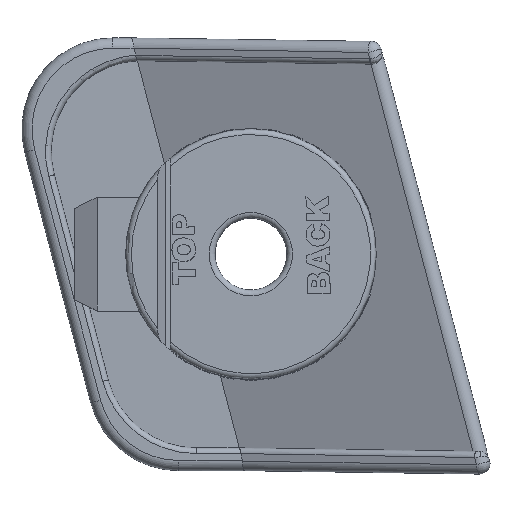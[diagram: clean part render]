
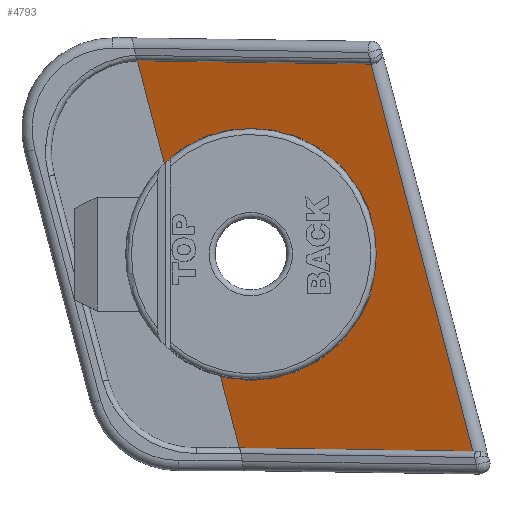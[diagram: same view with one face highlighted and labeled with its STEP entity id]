
A CAD part, top view. The second image highlights one B-rep face of the part: STEP entity #4793.
In plain terms, the highlighted planar face has unit normal (-0.323, -0.085, 0.943).
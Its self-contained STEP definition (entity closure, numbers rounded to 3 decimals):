
#557=FACE_OUTER_BOUND('',#849,.T.);
#849=EDGE_LOOP('',(#3678,#3679,#3680,#3681,#3682,#3683));
#1099=LINE('',#7553,#1460);
#1108=LINE('',#7578,#1469);
#1127=LINE('',#7826,#1488);
#1128=LINE('',#7827,#1489);
#1148=LINE('',#8070,#1509);
#1460=VECTOR('',#5958,10.);
#1469=VECTOR('',#5985,10.);
#1488=VECTOR('',#6104,10.);
#1489=VECTOR('',#6105,10.);
#1509=VECTOR('',#6199,10.);
#1797=ELLIPSE('',#5190,11.669,11.);
#1946=VERTEX_POINT('',#7550);
#1947=VERTEX_POINT('',#7552);
#1952=VERTEX_POINT('',#7570);
#1954=VERTEX_POINT('',#7576);
#1981=VERTEX_POINT('',#7787);
#1982=VERTEX_POINT('',#7789);
#2472=EDGE_CURVE('',#1947,#1946,#1099,.T.);
#2485=EDGE_CURVE('',#1952,#1954,#1108,.T.);
#2524=EDGE_CURVE('',#1982,#1981,#1797,.T.);
#2543=EDGE_CURVE('',#1952,#1981,#1127,.T.);
#2544=EDGE_CURVE('',#1982,#1946,#1128,.T.);
#2590=EDGE_CURVE('',#1947,#1954,#1148,.T.);
#3678=ORIENTED_EDGE('',*,*,#2590,.F.);
#3679=ORIENTED_EDGE('',*,*,#2472,.T.);
#3680=ORIENTED_EDGE('',*,*,#2544,.F.);
#3681=ORIENTED_EDGE('',*,*,#2524,.T.);
#3682=ORIENTED_EDGE('',*,*,#2543,.F.);
#3683=ORIENTED_EDGE('',*,*,#2485,.T.);
#4540=PLANE('',#5267);
#4793=ADVANCED_FACE('',(#557),#4540,.T.);
#5190=AXIS2_PLACEMENT_3D('',#7790,#6059,#6060);
#5267=AXIS2_PLACEMENT_3D('',#8164,#6255,#6256);
#5958=DIRECTION('',(-0.946,0.014,-0.323));
#5985=DIRECTION('',(0.946,-0.014,0.323));
#6059=DIRECTION('center_axis',(0.323,0.085,-0.943));
#6060=DIRECTION('ref_axis',(0.912,0.24,0.334));
#6104=DIRECTION('',(-0.254,0.967,0.));
#6105=DIRECTION('',(-0.254,0.967,0.));
#6199=DIRECTION('',(0.254,-0.967,0.));
#6255=DIRECTION('center_axis',(-0.323,-0.085,0.943));
#6256=DIRECTION('ref_axis',(0.946,0.,0.324));
#7550=CARTESIAN_POINT('',(12.526,36.,2.));
#7552=CARTESIAN_POINT('',(33.046,35.694,9.));
#7553=CARTESIAN_POINT('',(34.293,35.675,9.425));
#7570=CARTESIAN_POINT('',(21.474,2.,2.));
#7576=CARTESIAN_POINT('',(41.994,1.694,9.));
#7578=CARTESIAN_POINT('',(43.24,1.675,9.425));
#7787=CARTESIAN_POINT('',(19.807,8.335,2.));
#7789=CARTESIAN_POINT('',(14.906,26.958,2.));
#7790=CARTESIAN_POINT('Origin',(22.5,19.,3.884));
#7826=CARTESIAN_POINT('',(22.,0.,2.));
#7827=CARTESIAN_POINT('',(22.,0.,2.));
#8070=CARTESIAN_POINT('',(39.47,11.285,9.));
#8164=CARTESIAN_POINT('Origin',(27.883,18.838,5.712));
